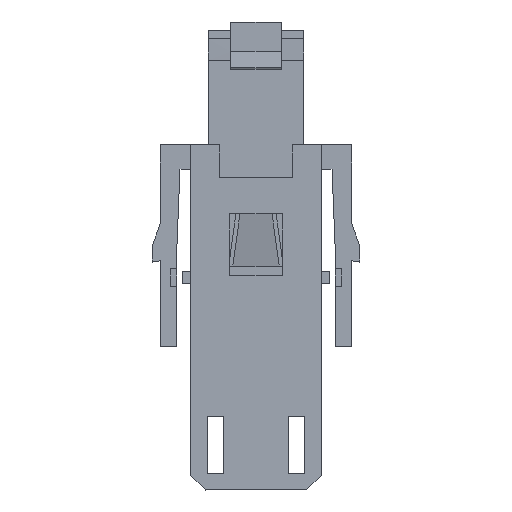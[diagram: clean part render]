
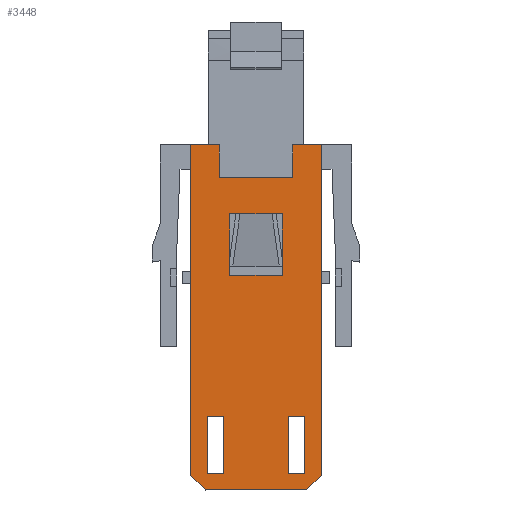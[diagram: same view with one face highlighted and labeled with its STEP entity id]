
A CAD part, left-side view. The second image highlights one B-rep face of the part: STEP entity #3448.
In plain terms, the highlighted planar face has unit normal (-1, 0, 0).
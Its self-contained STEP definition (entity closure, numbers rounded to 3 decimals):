
#3448=ADVANCED_FACE('',(#4144,#4145,#4146,#4147),#3882,.T.);
#3882=PLANE('',#12960);
#4144=FACE_BOUND('',#4348,.T.);
#4145=FACE_BOUND('',#4349,.T.);
#4146=FACE_BOUND('',#4350,.T.);
#4147=FACE_BOUND('',#4351,.T.);
#4348=EDGE_LOOP('',(#5596,#5597,#5598,#5599));
#4349=EDGE_LOOP('',(#5600,#5601,#5602,#5603));
#4350=EDGE_LOOP('',(#5604,#5605,#5606,#5607));
#4351=EDGE_LOOP('',(#5608,#5609,#5610,#5611,#5612,#5613,#5614,#5615,#5616,
#5617));
#5596=ORIENTED_EDGE('',*,*,#8489,.T.);
#5597=ORIENTED_EDGE('',*,*,#8493,.T.);
#5598=ORIENTED_EDGE('',*,*,#8477,.T.);
#5599=ORIENTED_EDGE('',*,*,#8485,.T.);
#5600=ORIENTED_EDGE('',*,*,#8497,.T.);
#5601=ORIENTED_EDGE('',*,*,#8500,.T.);
#5602=ORIENTED_EDGE('',*,*,#8503,.T.);
#5603=ORIENTED_EDGE('',*,*,#8505,.T.);
#5604=ORIENTED_EDGE('',*,*,#8513,.T.);
#5605=ORIENTED_EDGE('',*,*,#8516,.T.);
#5606=ORIENTED_EDGE('',*,*,#8506,.T.);
#5607=ORIENTED_EDGE('',*,*,#8510,.T.);
#5608=ORIENTED_EDGE('',*,*,#8613,.T.);
#5609=ORIENTED_EDGE('',*,*,#8678,.T.);
#5610=ORIENTED_EDGE('',*,*,#8600,.T.);
#5611=ORIENTED_EDGE('',*,*,#8604,.T.);
#5612=ORIENTED_EDGE('',*,*,#8605,.T.);
#5613=ORIENTED_EDGE('',*,*,#8608,.T.);
#5614=ORIENTED_EDGE('',*,*,#8675,.F.);
#5615=ORIENTED_EDGE('',*,*,#8665,.F.);
#5616=ORIENTED_EDGE('',*,*,#8619,.T.);
#5617=ORIENTED_EDGE('',*,*,#8615,.T.);
#7541=VERTEX_POINT('',#16749);
#7542=VERTEX_POINT('',#16751);
#7548=VERTEX_POINT('',#16765);
#7550=VERTEX_POINT('',#16772);
#7553=VERTEX_POINT('',#16783);
#7555=VERTEX_POINT('',#16787);
#7557=VERTEX_POINT('',#16793);
#7559=VERTEX_POINT('',#16799);
#7560=VERTEX_POINT('',#16806);
#7561=VERTEX_POINT('',#16807);
#7564=VERTEX_POINT('',#16815);
#7566=VERTEX_POINT('',#16821);
#7622=VERTEX_POINT('',#16992);
#7623=VERTEX_POINT('',#16994);
#7625=VERTEX_POINT('',#17000);
#7626=VERTEX_POINT('',#17004);
#7628=VERTEX_POINT('',#17010);
#7632=VERTEX_POINT('',#17019);
#7633=VERTEX_POINT('',#17021);
#7634=VERTEX_POINT('',#17025);
#7637=VERTEX_POINT('',#17033);
#7667=VERTEX_POINT('',#17124);
#8477=EDGE_CURVE('',#7542,#7541,#10125,.T.);
#8485=EDGE_CURVE('',#7541,#7548,#10133,.T.);
#8489=EDGE_CURVE('',#7548,#7550,#10137,.T.);
#8493=EDGE_CURVE('',#7550,#7542,#10141,.T.);
#8497=EDGE_CURVE('',#7553,#7555,#10145,.T.);
#8500=EDGE_CURVE('',#7555,#7557,#10148,.T.);
#8503=EDGE_CURVE('',#7557,#7559,#10151,.T.);
#8505=EDGE_CURVE('',#7559,#7553,#10153,.T.);
#8506=EDGE_CURVE('',#7560,#7561,#10154,.T.);
#8510=EDGE_CURVE('',#7561,#7564,#10158,.T.);
#8513=EDGE_CURVE('',#7564,#7566,#10161,.T.);
#8516=EDGE_CURVE('',#7566,#7560,#10164,.T.);
#8600=EDGE_CURVE('',#7623,#7622,#10248,.T.);
#8604=EDGE_CURVE('',#7622,#7625,#10252,.T.);
#8605=EDGE_CURVE('',#7625,#7626,#10253,.T.);
#8608=EDGE_CURVE('',#7626,#7628,#10256,.T.);
#8613=EDGE_CURVE('',#7633,#7632,#10261,.T.);
#8615=EDGE_CURVE('',#7634,#7633,#10263,.T.);
#8619=EDGE_CURVE('',#7637,#7634,#10267,.T.);
#8665=EDGE_CURVE('',#7637,#7667,#10313,.T.);
#8675=EDGE_CURVE('',#7667,#7628,#10323,.T.);
#8678=EDGE_CURVE('',#7632,#7623,#10326,.T.);
#10125=LINE('',#16750,#11352);
#10133=LINE('',#16767,#11360);
#10137=LINE('',#16774,#11364);
#10141=LINE('',#16779,#11368);
#10145=LINE('',#16788,#11372);
#10148=LINE('',#16794,#11375);
#10151=LINE('',#16800,#11378);
#10153=LINE('',#16803,#11380);
#10154=LINE('',#16805,#11381);
#10158=LINE('',#16814,#11385);
#10161=LINE('',#16820,#11388);
#10164=LINE('',#16826,#11391);
#10248=LINE('',#16993,#11475);
#10252=LINE('',#17001,#11479);
#10253=LINE('',#17003,#11480);
#10256=LINE('',#17009,#11483);
#10261=LINE('',#17020,#11488);
#10263=LINE('',#17024,#11490);
#10267=LINE('',#17032,#11494);
#10313=LINE('',#17123,#11540);
#10323=LINE('',#17140,#11550);
#10326=LINE('',#17146,#11553);
#11352=VECTOR('',#14094,1.);
#11360=VECTOR('',#14104,1.);
#11364=VECTOR('',#14110,1.);
#11368=VECTOR('',#14116,1.);
#11372=VECTOR('',#14122,1.);
#11375=VECTOR('',#14127,1.);
#11378=VECTOR('',#14132,1.);
#11380=VECTOR('',#14136,1.);
#11381=VECTOR('',#14139,1.);
#11385=VECTOR('',#14145,1.);
#11388=VECTOR('',#14150,1.);
#11391=VECTOR('',#14155,1.);
#11475=VECTOR('',#14295,1.);
#11479=VECTOR('',#14301,1.);
#11480=VECTOR('',#14304,1.);
#11483=VECTOR('',#14309,1.);
#11488=VECTOR('',#14316,1.);
#11490=VECTOR('',#14320,1.);
#11494=VECTOR('',#14326,1.);
#11540=VECTOR('',#14402,1.);
#11550=VECTOR('',#14418,1.);
#11553=VECTOR('',#14427,1.);
#12960=AXIS2_PLACEMENT_3D('',#17148,#14430,#14431);
#14094=DIRECTION('',(0.,-1.,0.));
#14104=DIRECTION('',(0.,0.,-1.));
#14110=DIRECTION('',(0.,1.,0.));
#14116=DIRECTION('',(0.,0.,1.));
#14122=DIRECTION('',(0.,-1.,0.));
#14127=DIRECTION('',(0.,0.,-1.));
#14132=DIRECTION('',(0.,1.,0.));
#14136=DIRECTION('',(0.,0.,1.));
#14139=DIRECTION('',(0.,1.,0.));
#14145=DIRECTION('',(0.,0.,1.));
#14150=DIRECTION('',(0.,-1.,0.));
#14155=DIRECTION('',(0.,0.,-1.));
#14295=DIRECTION('',(0.,0.,-1.));
#14301=DIRECTION('',(0.,-0.707,-0.707));
#14304=DIRECTION('',(0.,-1.,0.));
#14309=DIRECTION('',(0.,-0.707,0.707));
#14316=DIRECTION('',(0.,0.,1.));
#14320=DIRECTION('',(0.,1.,0.));
#14326=DIRECTION('',(0.,0.,-1.));
#14402=DIRECTION('',(0.,-1.,0.));
#14418=DIRECTION('',(0.,0.,-1.));
#14427=DIRECTION('',(0.,1.,0.));
#14430=DIRECTION('',(-1.,0.,0.));
#14431=DIRECTION('',(0.,1.,0.));
#16749=CARTESIAN_POINT('',(-7.5,-3.2,5.876));
#16750=CARTESIAN_POINT('',(-7.5,3.2,5.876));
#16751=CARTESIAN_POINT('',(-7.5,3.2,5.876));
#16765=CARTESIAN_POINT('',(-7.5,-3.2,-1.624));
#16767=CARTESIAN_POINT('',(-7.5,-3.2,5.876));
#16772=CARTESIAN_POINT('',(-7.5,3.2,-1.624));
#16774=CARTESIAN_POINT('',(-7.5,-3.2,-1.624));
#16779=CARTESIAN_POINT('',(-7.5,3.2,-1.624));
#16783=CARTESIAN_POINT('',(-7.5,5.95,-18.724));
#16787=CARTESIAN_POINT('',(-7.5,3.95,-18.724));
#16788=CARTESIAN_POINT('',(-7.5,5.95,-18.724));
#16793=CARTESIAN_POINT('',(-7.5,3.95,-25.724));
#16794=CARTESIAN_POINT('',(-7.5,3.95,-18.724));
#16799=CARTESIAN_POINT('',(-7.5,5.95,-25.724));
#16800=CARTESIAN_POINT('',(-7.5,3.95,-25.724));
#16803=CARTESIAN_POINT('',(-7.5,5.95,-25.724));
#16805=CARTESIAN_POINT('',(-7.5,-5.95,-25.724));
#16806=CARTESIAN_POINT('',(-7.5,-5.95,-25.724));
#16807=CARTESIAN_POINT('',(-7.5,-3.95,-25.724));
#16814=CARTESIAN_POINT('',(-7.5,-3.95,-25.724));
#16815=CARTESIAN_POINT('',(-7.5,-3.95,-18.724));
#16820=CARTESIAN_POINT('',(-7.5,-3.95,-18.724));
#16821=CARTESIAN_POINT('',(-7.5,-5.95,-18.724));
#16826=CARTESIAN_POINT('',(-7.5,-5.95,-18.724));
#16992=CARTESIAN_POINT('',(-7.5,7.95,-25.924));
#16993=CARTESIAN_POINT('',(-7.5,7.95,13.476));
#16994=CARTESIAN_POINT('',(-7.5,7.95,14.276));
#17000=CARTESIAN_POINT('',(-7.5,6.15,-27.724));
#17001=CARTESIAN_POINT('',(-7.5,7.95,-25.924));
#17003=CARTESIAN_POINT('',(-7.5,6.15,-27.724));
#17004=CARTESIAN_POINT('',(-7.5,-6.15,-27.724));
#17009=CARTESIAN_POINT('',(-7.5,-6.15,-27.724));
#17010=CARTESIAN_POINT('',(-7.5,-7.95,-25.924));
#17019=CARTESIAN_POINT('',(-7.5,4.5,14.276));
#17020=CARTESIAN_POINT('',(-7.5,4.5,10.276));
#17021=CARTESIAN_POINT('',(-7.5,4.5,10.276));
#17024=CARTESIAN_POINT('',(-7.5,-4.5,10.276));
#17025=CARTESIAN_POINT('',(-7.5,-4.5,10.276));
#17032=CARTESIAN_POINT('',(-7.5,-4.5,13.476));
#17033=CARTESIAN_POINT('',(-7.5,-4.5,14.276));
#17123=CARTESIAN_POINT('',(-7.5,-8.588,14.276));
#17124=CARTESIAN_POINT('',(-7.5,-7.95,14.276));
#17140=CARTESIAN_POINT('',(-7.5,-7.95,13.476));
#17146=CARTESIAN_POINT('',(-7.5,4.72,14.276));
#17148=CARTESIAN_POINT('',(-7.5,-8.588,14.676));
